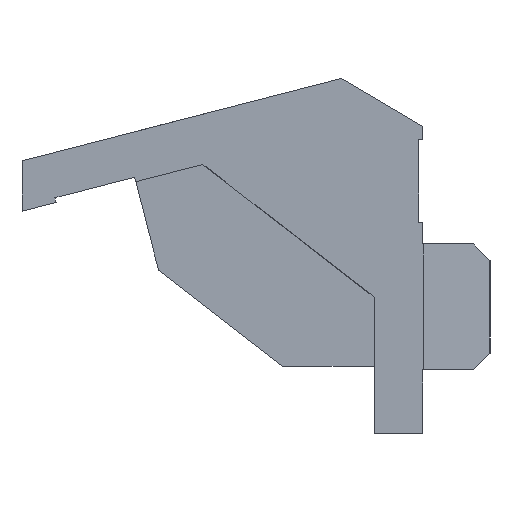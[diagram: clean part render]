
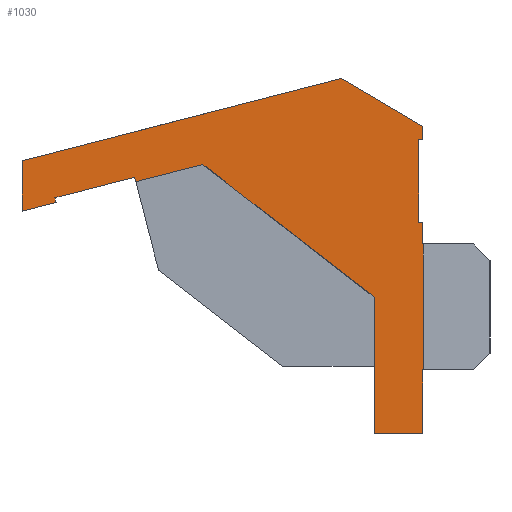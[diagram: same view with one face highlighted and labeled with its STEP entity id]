
A CAD part, left-side view. The second image highlights one B-rep face of the part: STEP entity #1030.
In plain terms, the highlighted planar face has unit normal (-1, 0, 0).
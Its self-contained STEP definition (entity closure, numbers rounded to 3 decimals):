
#72=FACE_OUTER_BOUND('',#128,.T.);
#128=EDGE_LOOP('',(#857,#858,#859,#860,#861,#862,#863,#864,#865,#866,#867,
#868,#869,#870,#871,#872,#873,#874,#875,#876));
#197=LINE('',#1483,#333);
#200=LINE('',#1489,#336);
#203=LINE('',#1495,#339);
#215=LINE('',#1520,#351);
#220=LINE('',#1532,#356);
#227=LINE('',#1545,#363);
#230=LINE('',#1551,#366);
#233=LINE('',#1557,#369);
#236=LINE('',#1563,#372);
#239=LINE('',#1569,#375);
#244=LINE('',#1580,#380);
#249=LINE('',#1589,#385);
#252=LINE('',#1595,#388);
#255=LINE('',#1601,#391);
#260=LINE('',#1609,#396);
#262=LINE('',#1612,#398);
#264=LINE('',#1615,#400);
#265=LINE('',#1617,#401);
#266=LINE('',#1620,#402);
#267=LINE('',#1621,#403);
#333=VECTOR('',#1207,1000.);
#336=VECTOR('',#1212,1000.);
#339=VECTOR('',#1217,1000.);
#351=VECTOR('',#1235,1000.);
#356=VECTOR('',#1242,1000.);
#363=VECTOR('',#1253,1000.);
#366=VECTOR('',#1258,1000.);
#369=VECTOR('',#1263,1000.);
#372=VECTOR('',#1268,1000.);
#375=VECTOR('',#1273,1000.);
#380=VECTOR('',#1280,1000.);
#385=VECTOR('',#1287,1000.);
#388=VECTOR('',#1292,1000.);
#391=VECTOR('',#1297,1000.);
#396=VECTOR('',#1304,1000.);
#398=VECTOR('',#1308,1000.);
#400=VECTOR('',#1312,1000.);
#401=VECTOR('',#1315,1000.);
#402=VECTOR('',#1318,1000.);
#403=VECTOR('',#1319,1000.);
#453=VERTEX_POINT('',#1476);
#456=VERTEX_POINT('',#1481);
#458=VERTEX_POINT('',#1487);
#459=VERTEX_POINT('',#1491);
#467=VERTEX_POINT('',#1512);
#470=VERTEX_POINT('',#1518);
#475=VERTEX_POINT('',#1529);
#476=VERTEX_POINT('',#1531);
#478=VERTEX_POINT('',#1539);
#480=VERTEX_POINT('',#1543);
#482=VERTEX_POINT('',#1549);
#484=VERTEX_POINT('',#1555);
#486=VERTEX_POINT('',#1561);
#488=VERTEX_POINT('',#1567);
#492=VERTEX_POINT('',#1577);
#493=VERTEX_POINT('',#1579);
#496=VERTEX_POINT('',#1587);
#498=VERTEX_POINT('',#1592);
#500=VERTEX_POINT('',#1599);
#503=VERTEX_POINT('',#1619);
#569=EDGE_CURVE('',#456,#453,#197,.T.);
#572=EDGE_CURVE('',#456,#458,#200,.T.);
#575=EDGE_CURVE('',#453,#459,#203,.T.);
#587=EDGE_CURVE('',#470,#467,#215,.T.);
#592=EDGE_CURVE('',#476,#475,#220,.T.);
#599=EDGE_CURVE('',#480,#478,#227,.T.);
#602=EDGE_CURVE('',#482,#480,#230,.T.);
#605=EDGE_CURVE('',#484,#482,#233,.T.);
#608=EDGE_CURVE('',#486,#484,#236,.T.);
#611=EDGE_CURVE('',#488,#486,#239,.T.);
#616=EDGE_CURVE('',#492,#493,#244,.T.);
#621=EDGE_CURVE('',#496,#492,#249,.T.);
#624=EDGE_CURVE('',#478,#498,#252,.T.);
#627=EDGE_CURVE('',#500,#488,#255,.T.);
#632=EDGE_CURVE('',#467,#496,#260,.T.);
#634=EDGE_CURVE('',#498,#458,#262,.T.);
#636=EDGE_CURVE('',#459,#475,#264,.T.);
#637=EDGE_CURVE('',#470,#476,#265,.T.);
#638=EDGE_CURVE('',#500,#503,#266,.T.);
#639=EDGE_CURVE('',#503,#493,#267,.T.);
#857=ORIENTED_EDGE('',*,*,#575,.F.);
#858=ORIENTED_EDGE('',*,*,#569,.F.);
#859=ORIENTED_EDGE('',*,*,#572,.T.);
#860=ORIENTED_EDGE('',*,*,#634,.F.);
#861=ORIENTED_EDGE('',*,*,#624,.F.);
#862=ORIENTED_EDGE('',*,*,#599,.F.);
#863=ORIENTED_EDGE('',*,*,#602,.F.);
#864=ORIENTED_EDGE('',*,*,#605,.F.);
#865=ORIENTED_EDGE('',*,*,#608,.F.);
#866=ORIENTED_EDGE('',*,*,#611,.F.);
#867=ORIENTED_EDGE('',*,*,#627,.F.);
#868=ORIENTED_EDGE('',*,*,#638,.T.);
#869=ORIENTED_EDGE('',*,*,#639,.T.);
#870=ORIENTED_EDGE('',*,*,#616,.F.);
#871=ORIENTED_EDGE('',*,*,#621,.F.);
#872=ORIENTED_EDGE('',*,*,#632,.F.);
#873=ORIENTED_EDGE('',*,*,#587,.F.);
#874=ORIENTED_EDGE('',*,*,#637,.T.);
#875=ORIENTED_EDGE('',*,*,#592,.T.);
#876=ORIENTED_EDGE('',*,*,#636,.F.);
#980=PLANE('',#1088);
#1030=ADVANCED_FACE('',(#72),#980,.T.);
#1088=AXIS2_PLACEMENT_3D('',#1618,#1316,#1317);
#1207=DIRECTION('',(0.,0.,-1.));
#1212=DIRECTION('',(0.,-1.,0.));
#1217=DIRECTION('',(0.,-1.,0.));
#1235=DIRECTION('',(0.,1.,0.));
#1242=DIRECTION('',(0.,1.,0.));
#1253=DIRECTION('',(0.,-0.968,0.25));
#1258=DIRECTION('',(0.,0.,1.));
#1263=DIRECTION('',(0.,0.968,-0.25));
#1268=DIRECTION('',(0.,-0.25,-0.968));
#1273=DIRECTION('',(0.,0.968,-0.25));
#1280=DIRECTION('',(0.,0.,1.));
#1287=DIRECTION('',(0.,1.,0.));
#1292=DIRECTION('',(0.,-0.861,-0.508));
#1297=DIRECTION('',(0.,0.25,0.968));
#1304=DIRECTION('',(0.,0.,-1.));
#1308=DIRECTION('',(0.,0.,-1.));
#1312=DIRECTION('',(0.,0.,-1.));
#1315=DIRECTION('',(0.,0.,1.));
#1316=DIRECTION('center_axis',(-1.,0.,0.));
#1317=DIRECTION('ref_axis',(0.,1.,0.));
#1318=DIRECTION('',(0.,-0.968,0.25));
#1319=DIRECTION('',(0.,-0.79,-0.613));
#1476=CARTESIAN_POINT('',(-133.911,490.35,6.818));
#1481=CARTESIAN_POINT('',(-133.911,490.35,11.718));
#1483=CARTESIAN_POINT('',(-133.911,490.35,6.818));
#1487=CARTESIAN_POINT('',(-133.911,490.1,11.718));
#1489=CARTESIAN_POINT('',(-133.911,490.35,11.718));
#1491=CARTESIAN_POINT('',(-133.911,490.1,6.818));
#1495=CARTESIAN_POINT('',(-133.911,490.35,6.818));
#1512=CARTESIAN_POINT('',(-133.911,490.1,-1.982));
#1518=CARTESIAN_POINT('',(-133.911,490.08,-1.982));
#1520=CARTESIAN_POINT('',(-133.911,487.1,-1.982));
#1529=CARTESIAN_POINT('',(-133.911,490.1,5.518));
#1531=CARTESIAN_POINT('',(-133.911,490.08,5.518));
#1532=CARTESIAN_POINT('',(-133.911,487.1,5.518));
#1539=CARTESIAN_POINT('',(-133.911,494.942,15.376));
#1543=CARTESIAN_POINT('',(-133.911,513.973,10.471));
#1545=CARTESIAN_POINT('',(-133.911,502.275,13.486));
#1549=CARTESIAN_POINT('',(-133.911,513.973,7.471));
#1551=CARTESIAN_POINT('',(-133.911,513.973,4.798));
#1555=CARTESIAN_POINT('',(-133.911,511.94,7.995));
#1557=CARTESIAN_POINT('',(-133.911,501.55,10.673));
#1561=CARTESIAN_POINT('',(-133.911,512.01,8.266));
#1563=CARTESIAN_POINT('',(-133.911,510.426,2.121));
#1567=CARTESIAN_POINT('',(-133.911,507.265,9.489));
#1569=CARTESIAN_POINT('',(-133.911,501.62,10.944));
#1577=CARTESIAN_POINT('',(-133.911,493.005,-5.779));
#1579=CARTESIAN_POINT('',(-133.911,493.005,2.352));
#1580=CARTESIAN_POINT('',(-133.911,493.005,4.798));
#1587=CARTESIAN_POINT('',(-133.911,490.1,-5.779));
#1589=CARTESIAN_POINT('',(-133.911,500.037,-5.779));
#1592=CARTESIAN_POINT('',(-133.911,490.1,12.518));
#1595=CARTESIAN_POINT('',(-133.911,494.091,14.873));
#1599=CARTESIAN_POINT('',(-133.911,507.195,9.218));
#1601=CARTESIAN_POINT('',(-133.911,505.681,3.344));
#1609=CARTESIAN_POINT('',(-133.911,490.1,4.798));
#1612=CARTESIAN_POINT('',(-133.911,490.1,4.798));
#1615=CARTESIAN_POINT('',(-133.911,490.1,4.798));
#1617=CARTESIAN_POINT('',(-133.911,490.08,4.798));
#1618=CARTESIAN_POINT('Origin',(-133.911,500.037,4.798));
#1619=CARTESIAN_POINT('',(-133.911,503.195,10.249));
#1620=CARTESIAN_POINT('',(-133.911,501.55,10.673));
#1621=CARTESIAN_POINT('',(-133.911,498.583,6.675));
